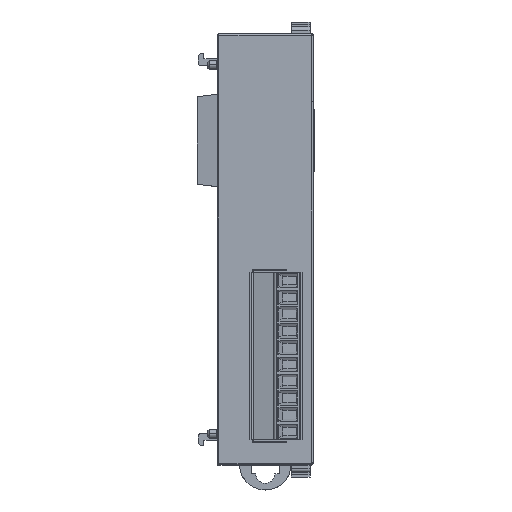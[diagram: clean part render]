
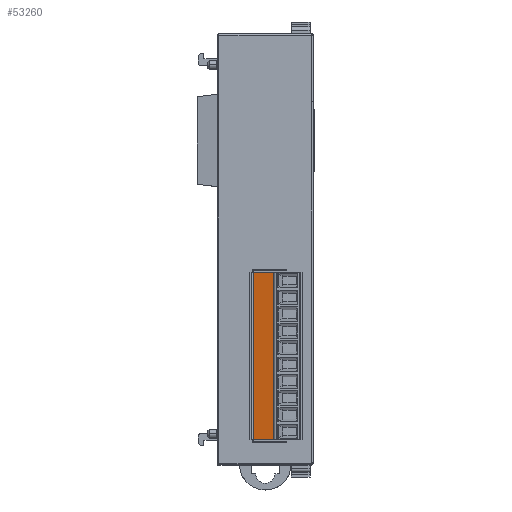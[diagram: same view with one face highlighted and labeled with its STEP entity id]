
A CAD part, top view. The second image highlights one B-rep face of the part: STEP entity #53260.
In plain terms, the highlighted planar face has unit normal (-0.208, 0, 0.978).
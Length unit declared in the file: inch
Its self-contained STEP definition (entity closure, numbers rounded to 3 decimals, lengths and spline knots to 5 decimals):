
#1692 = FACE_OUTER_BOUND ( 'NONE', #42452, .T. ) ;
#7493 = VECTOR ( 'NONE', #58698, 39.37008 ) ;
#7605 = DIRECTION ( 'NONE',  ( 0., 1., 0. ) ) ;
#12159 = CARTESIAN_POINT ( 'NONE',  ( -0.09725, -1.32396, 2.63766 ) ) ;
#14436 = PLANE ( 'NONE',  #25163 ) ;
#19185 = LINE ( 'NONE', #43517, #77452 ) ;
#20038 = CARTESIAN_POINT ( 'NONE',  ( 0.07007, 1.01856, 2.67323 ) ) ;
#20088 = VERTEX_POINT ( 'NONE', #47487 ) ;
#20553 = LINE ( 'NONE', #44890, #66376 ) ;
#20609 = CARTESIAN_POINT ( 'NONE',  ( -0.09725, 1.01856, 2.63766 ) ) ;
#22272 = VECTOR ( 'NONE', #38963, 39.37008 ) ;
#23210 = LINE ( 'NONE', #77451, #7493 ) ;
#24241 = VERTEX_POINT ( 'NONE', #12159 ) ;
#25163 = AXIS2_PLACEMENT_3D ( 'NONE', #20038, #51125, #39186 ) ;
#26476 = VERTEX_POINT ( 'NONE', #31314 ) ;
#27567 = ORIENTED_EDGE ( 'NONE', *, *, #54592, .T. ) ;
#29237 = ORIENTED_EDGE ( 'NONE', *, *, #72962, .T. ) ;
#31314 = CARTESIAN_POINT ( 'NONE',  ( 0.07007, 0.05399, 2.67323 ) ) ;
#31728 = DIRECTION ( 'NONE',  ( -0.978, 0., -0.208 ) ) ;
#38963 = DIRECTION ( 'NONE',  ( 0., -1., 0. ) ) ;
#39186 = DIRECTION ( 'NONE',  ( -0.978, 0., -0.208 ) ) ;
#42452 = EDGE_LOOP ( 'NONE', ( #51856, #27567, #48153, #29237 ) ) ;
#43517 = CARTESIAN_POINT ( 'NONE',  ( 0.07007, 1.01856, 2.67323 ) ) ;
#44890 = CARTESIAN_POINT ( 'NONE',  ( 0.07007, 0.05399, 2.67323 ) ) ;
#47487 = CARTESIAN_POINT ( 'NONE',  ( -0.09725, 0.05399, 2.63766 ) ) ;
#48153 = ORIENTED_EDGE ( 'NONE', *, *, #67754, .T. ) ;
#51125 = DIRECTION ( 'NONE',  ( -0.208, 0., 0.978 ) ) ;
#51856 = ORIENTED_EDGE ( 'NONE', *, *, #76044, .T. ) ;
#53260 = ADVANCED_FACE ( 'NONE', ( #1692 ), #14436, .T. ) ;
#54592 = EDGE_CURVE ( 'NONE', #24241, #59920, #23210, .T. ) ;
#55335 = CARTESIAN_POINT ( 'NONE',  ( 0.07007, -1.32396, 2.67323 ) ) ;
#58698 = DIRECTION ( 'NONE',  ( 0.978, 0., 0.208 ) ) ;
#59920 = VERTEX_POINT ( 'NONE', #55335 ) ;
#66376 = VECTOR ( 'NONE', #31728, 39.37008 ) ;
#67754 = EDGE_CURVE ( 'NONE', #59920, #26476, #19185, .T. ) ;
#72962 = EDGE_CURVE ( 'NONE', #26476, #20088, #20553, .T. ) ;
#75264 = LINE ( 'NONE', #20609, #22272 ) ;
#76044 = EDGE_CURVE ( 'NONE', #20088, #24241, #75264, .T. ) ;
#77451 = CARTESIAN_POINT ( 'NONE',  ( -0.09725, -1.32396, 2.63766 ) ) ;
#77452 = VECTOR ( 'NONE', #7605, 39.37008 ) ;
